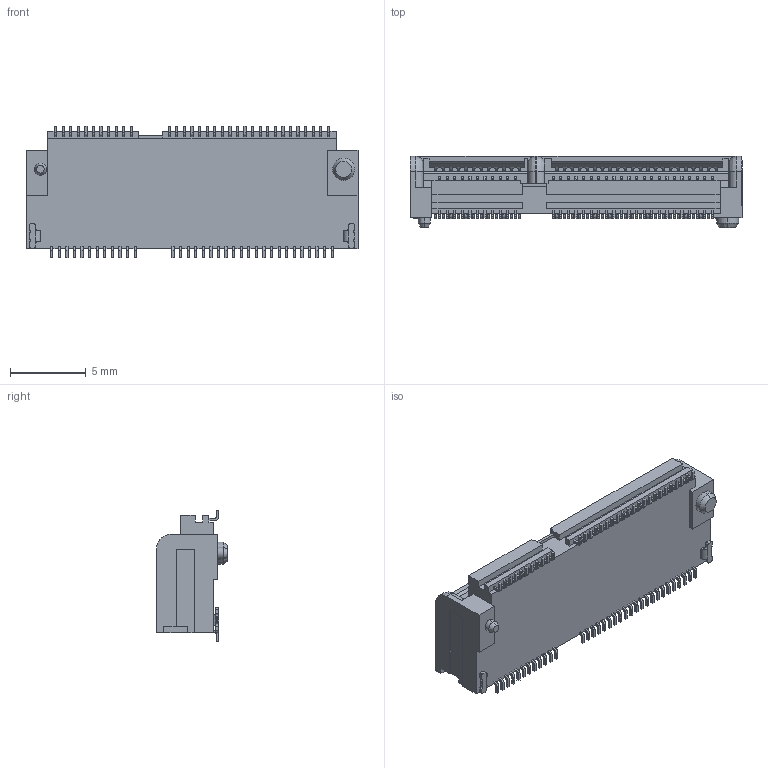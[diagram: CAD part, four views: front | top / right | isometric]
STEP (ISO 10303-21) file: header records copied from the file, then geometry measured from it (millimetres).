
FILE_DESCRIPTION (( 'STEP AP214' ), '1' );
FILE_NAME ('c-2199230-4-b1-3d.STEP', '2017-04-22T01:03:08', ( '' ), ( '' ), 'SwSTEP 2.0', 'SolidWorks 2016', '' );
FILE_SCHEMA (( 'AUTOMOTIVE_DESIGN' ));
Length unit declared in the file: millimetre
Products named in the file (1): c-2199230-4-b1-3d
Bounding box: 21.9 x 4.7 x 8.7 mm (x, y, z)
Volume: 499.7 mm3; surface area: 756.8 mm2
Topology: 1 solids, 1 shells, 1380 faces, 3806 edges, 2531 vertices
Faces by surface type: plane 1098, cylinder 274, cone 4, bspline 4
Entity records: 44876 total; most frequent: CARTESIAN_POINT 7892, ORIENTED_EDGE 7612, DIRECTION 7084, EDGE_CURVE 3806, VECTOR 3234, LINE 3234, VERTEX_POINT 2531, AXIS2_PLACEMENT_3D 1925
